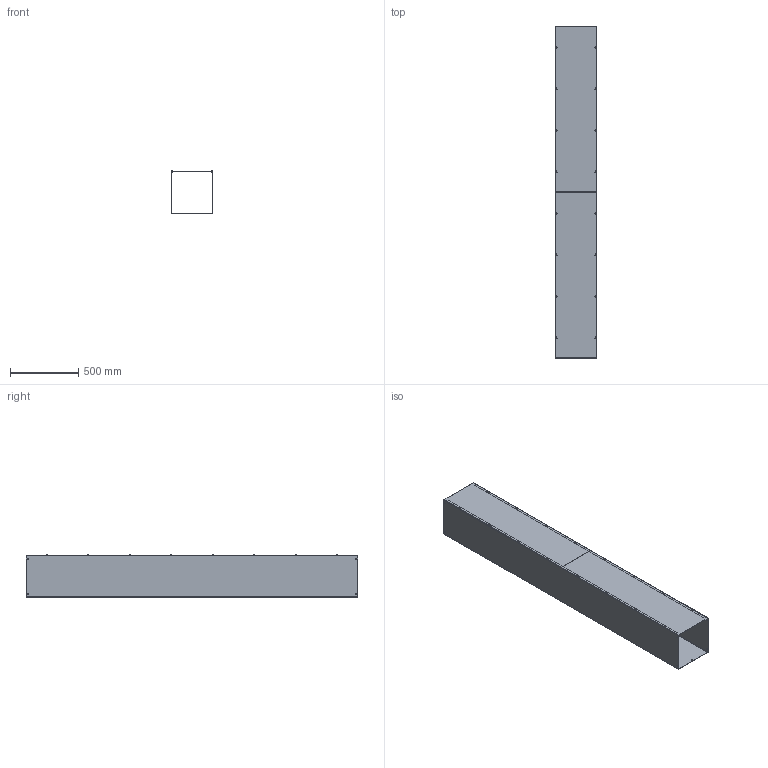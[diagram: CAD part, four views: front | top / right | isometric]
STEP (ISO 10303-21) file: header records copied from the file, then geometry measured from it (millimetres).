
FILE_DESCRIPTION (( 'STEP AP203' ), '1' );
FILE_NAME ('CWSC1296NK.step', '2024-04-25T14:11:06', ( '' ), ( '' ), 'SwSTEP 2.0', 'SolidWorks 2023', '' );
FILE_SCHEMA (( 'CONFIG_CONTROL_DESIGN' ));
Length unit declared in the file: inch
Products named in the file (1): CWSC1296NK
Bounding box: 308.46 x 2438.4 x 313.05 mm (x, y, z)
Volume: 5713074.5 mm3; surface area: 6149571.1 mm2
Topology: 19 solids, 19 shells, 558 faces, 1416 edges, 912 vertices
Faces by surface type: plane 274, cylinder 188, bspline 64, cone 32
Entity records: 20003 total; most frequent: CARTESIAN_POINT 6503, ORIENTED_EDGE 2832, DIRECTION 2750, EDGE_CURVE 1416, AXIS2_PLACEMENT_3D 999, VERTEX_POINT 912, LINE 752, VECTOR 752
